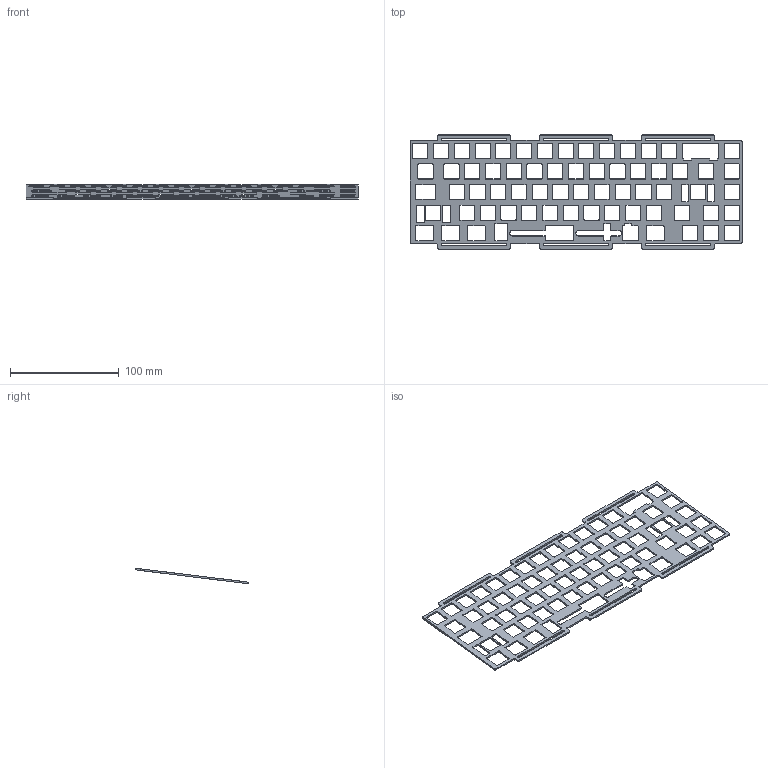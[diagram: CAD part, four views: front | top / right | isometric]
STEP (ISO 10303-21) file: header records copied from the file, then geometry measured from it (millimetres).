
FILE_DESCRIPTION(/* description */ (''),/* implementation_level */ '2;1');
FILE_NAME(/* name */ 'txkyuu.plate.universal.step',/* time_stamp */ '2021-07-06T20:29:53-05:00',/* author */ (''),/* organization */ (''),/* preprocessor_version */ 'ST-DEVELOPER v18.1',/* originating_system */ 'Autodesk Translation Framework v10.9.0.1377',/* authorisation */ '');
FILE_SCHEMA (('AUTOMOTIVE_DESIGN { 1 0 10303 214 3 1 1 }'));
Length unit declared in the file: millimetre
Products named in the file (1): plate universal
Bounding box: 304.8 x 104.65 x 14.32 mm (x, y, z)
Volume: 23197 mm3; surface area: 39614.9 mm2
Topology: 1 solids, 1 shells, 706 faces, 2112 edges, 1408 vertices
Faces by surface type: plane 358, cylinder 348
Entity records: 24308 total; most frequent: CARTESIAN_POINT 4227, ORIENTED_EDGE 4224, DIRECTION 4222, EDGE_CURVE 2112, LINE 1416, VECTOR 1416, VERTEX_POINT 1408, AXIS2_PLACEMENT_3D 1403
